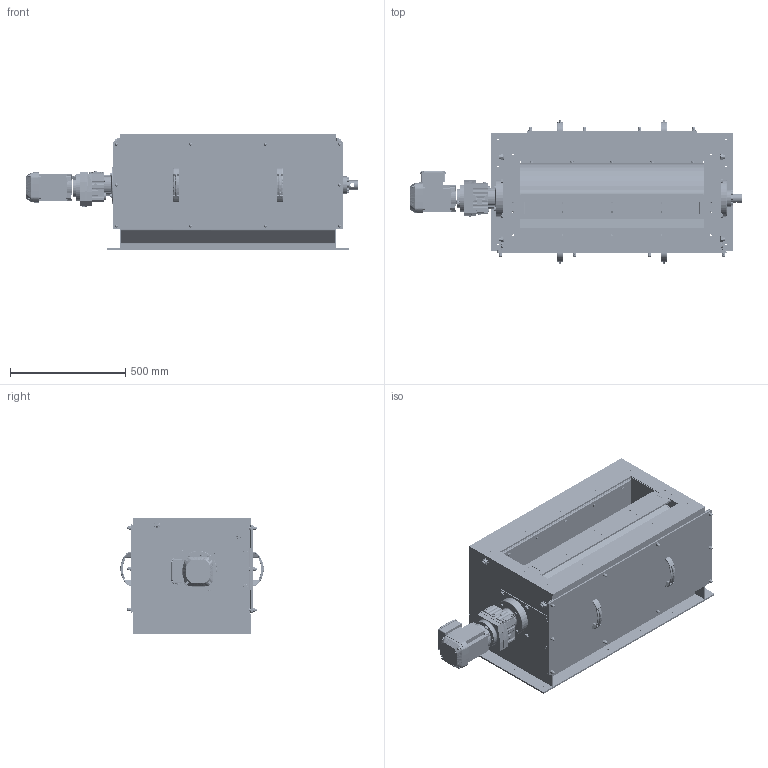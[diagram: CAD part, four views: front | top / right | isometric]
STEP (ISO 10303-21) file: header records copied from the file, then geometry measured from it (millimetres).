
FILE_DESCRIPTION(/* description */ (''),/* implementation_level */ '2;1');
FILE_NAME(/* name */ 'SRTK080034_A.stp',/* time_stamp */ '2023-11-20T09:29:57+01:00',/* author */ ('PH'),/* organization */ (''),/* preprocessor_version */ 'ST-DEVELOPER v18.1',/* originating_system */ 'Autodesk Inventor 2021',/* authorisation */ '');
FILE_SCHEMA (('AUTOMOTIVE_DESIGN { 1 0 10303 214 3 1 1 }'));
Products named in the file (1): SRTK080034_A
Bounding box: 1442.7 x 623.42 x 500 mm (x, y, z)
Volume: 31785778 mm3; surface area: 8542466.1 mm2
Topology: 4 solids, 4 shells, 4109 faces, 10086 edges, 6289 vertices
Faces by surface type: plane 2172, cylinder 1019, cone 628, torus 133, bspline 87, sphere 70
Full cylindrical faces by diameter (mm): 4.134 x12, 4.917 x10, 5 x6, 5.2 x12, 6 x18, 6.4 x8, 6.6 x8, 6.647 x62, 7.323 x7, 8 x17, 8.1 x6, 8.2 x2, 8.4 x14, 8.5 x2, 9 x14, 9.188 x8, 9.9 x6, 10 x28, 10.5 x9, 11.4 x32, 12.4 x8, 12.5 x20, 13 x8, 13.835 x2, 14 x5, 15 x11, 15.4 x12, 16 x48, 17 x1, 18 x1
Entity records: 128497 total; most frequent: CARTESIAN_POINT 30053, ORIENTED_EDGE 19988, DIRECTION 19633, EDGE_CURVE 9994, AXIS2_PLACEMENT_3D 7212, VERTEX_POINT 6297, LINE 5209, VECTOR 5209
